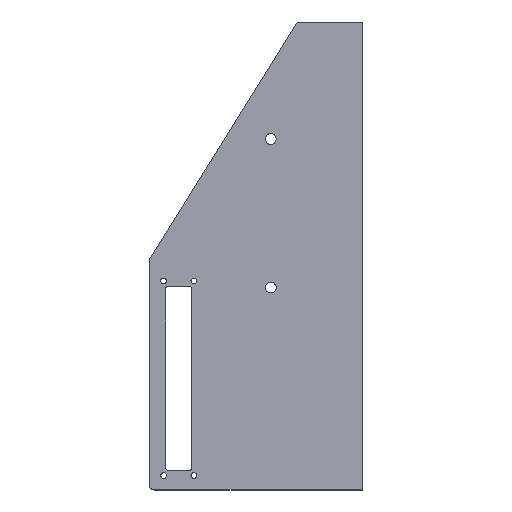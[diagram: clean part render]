
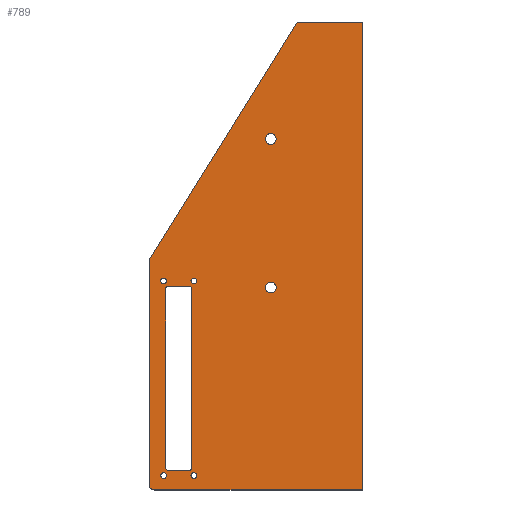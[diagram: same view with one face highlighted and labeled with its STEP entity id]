
A CAD part, top view. The second image highlights one B-rep face of the part: STEP entity #789.
In plain terms, the highlighted planar face has unit normal (0, 0, 1).
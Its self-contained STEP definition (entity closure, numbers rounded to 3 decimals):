
#49=CARTESIAN_POINT('Vertex',(80.349,-20.,2.)) ;
#52=CARTESIAN_POINT('Line Origine',(30.925,-20.,2.)) ;
#56=CARTESIAN_POINT('Vertex',(-18.5,-20.,2.)) ;
#76=CARTESIAN_POINT('Axis2P3D Location',(-18.5,-16.,2.)) ;
#80=CARTESIAN_POINT('Vertex',(-22.5,-16.,2.)) ;
#113=CARTESIAN_POINT('Vertex',(140.,-20.,2.)) ;
#116=CARTESIAN_POINT('Line Origine',(110.175,-20.,2.)) ;
#144=CARTESIAN_POINT('Vertex',(140.,336.,2.)) ;
#147=CARTESIAN_POINT('Line Origine',(140.,158.,2.)) ;
#175=CARTESIAN_POINT('Vertex',(90.,336.,2.)) ;
#178=CARTESIAN_POINT('Line Origine',(115.,336.,2.)) ;
#201=CARTESIAN_POINT('Vertex',(-21.897,155.97,2.)) ;
#204=CARTESIAN_POINT('Line Origine',(34.051,245.985,2.)) ;
#226=CARTESIAN_POINT('Axis2P3D Location',(-18.5,153.858,2.)) ;
#230=CARTESIAN_POINT('Vertex',(-22.5,153.858,2.)) ;
#257=CARTESIAN_POINT('Line Origine',(-22.5,68.929,2.)) ;
#283=CARTESIAN_POINT('Vertex',(8.,-5.,2.)) ;
#299=CARTESIAN_POINT('Vertex',(-8.,-5.,2.)) ;
#302=CARTESIAN_POINT('Line Origine',(0.,-5.,2.)) ;
#323=CARTESIAN_POINT('Vertex',(-10.,-3.,2.)) ;
#328=CARTESIAN_POINT('Axis2P3D Location',(-8.,-3.,2.)) ;
#350=CARTESIAN_POINT('Axis2P3D Location',(8.,-3.,2.)) ;
#354=CARTESIAN_POINT('Vertex',(10.,-3.,2.)) ;
#381=CARTESIAN_POINT('Line Origine',(-10.,65.,2.)) ;
#385=CARTESIAN_POINT('Vertex',(-10.,133.,2.)) ;
#416=CARTESIAN_POINT('Vertex',(-8.,135.,2.)) ;
#421=CARTESIAN_POINT('Axis2P3D Location',(-8.,133.,2.)) ;
#447=CARTESIAN_POINT('Vertex',(8.,135.,2.)) ;
#452=CARTESIAN_POINT('Line Origine',(0.,135.,2.)) ;
#478=CARTESIAN_POINT('Vertex',(10.,133.,2.)) ;
#483=CARTESIAN_POINT('Axis2P3D Location',(8.,133.,2.)) ;
#510=CARTESIAN_POINT('Line Origine',(10.,65.,2.)) ;
#656=CARTESIAN_POINT('Axis2P3D Location',(0.,0.,2.)) ;
#681=CARTESIAN_POINT('Axis2P3D Location',(11.5,-9.,2.)) ;
#685=CARTESIAN_POINT('Vertex',(13.7,-9.,2.)) ;
#687=CARTESIAN_POINT('Vertex',(9.3,-9.,2.)) ;
#690=CARTESIAN_POINT('Axis2P3D Location',(11.5,-9.,2.)) ;
#699=CARTESIAN_POINT('Axis2P3D Location',(-11.5,-9.,2.)) ;
#703=CARTESIAN_POINT('Vertex',(-9.3,-9.,2.)) ;
#705=CARTESIAN_POINT('Vertex',(-13.7,-9.,2.)) ;
#708=CARTESIAN_POINT('Axis2P3D Location',(-11.5,-9.,2.)) ;
#717=CARTESIAN_POINT('Axis2P3D Location',(-11.5,139.,2.)) ;
#721=CARTESIAN_POINT('Vertex',(-9.3,139.,2.)) ;
#723=CARTESIAN_POINT('Vertex',(-13.7,139.,2.)) ;
#726=CARTESIAN_POINT('Axis2P3D Location',(-11.5,139.,2.)) ;
#735=CARTESIAN_POINT('Axis2P3D Location',(11.5,139.,2.)) ;
#739=CARTESIAN_POINT('Vertex',(13.7,139.,2.)) ;
#741=CARTESIAN_POINT('Vertex',(9.3,139.,2.)) ;
#744=CARTESIAN_POINT('Axis2P3D Location',(11.5,139.,2.)) ;
#753=CARTESIAN_POINT('Axis2P3D Location',(70.,247.,2.)) ;
#757=CARTESIAN_POINT('Vertex',(74.1,247.,2.)) ;
#759=CARTESIAN_POINT('Vertex',(65.9,247.,2.)) ;
#762=CARTESIAN_POINT('Axis2P3D Location',(70.,247.,2.)) ;
#771=CARTESIAN_POINT('Axis2P3D Location',(70.,134.,2.)) ;
#775=CARTESIAN_POINT('Vertex',(74.1,134.,2.)) ;
#777=CARTESIAN_POINT('Vertex',(65.9,134.,2.)) ;
#780=CARTESIAN_POINT('Axis2P3D Location',(70.,134.,2.)) ;
#54=VECTOR('Line Direction',#53,1.) ;
#118=VECTOR('Line Direction',#117,1.) ;
#149=VECTOR('Line Direction',#148,1.) ;
#180=VECTOR('Line Direction',#179,1.) ;
#206=VECTOR('Line Direction',#205,1.) ;
#259=VECTOR('Line Direction',#258,1.) ;
#304=VECTOR('Line Direction',#303,1.) ;
#383=VECTOR('Line Direction',#382,1.) ;
#454=VECTOR('Line Direction',#453,1.) ;
#512=VECTOR('Line Direction',#511,1.) ;
#53=DIRECTION('Vector Direction',(1.,0.,0.)) ;
#77=DIRECTION('Axis2P3D Direction',(0.,0.,1.)) ;
#117=DIRECTION('Vector Direction',(1.,0.,0.)) ;
#148=DIRECTION('Vector Direction',(0.,1.,0.)) ;
#179=DIRECTION('Vector Direction',(-1.,0.,0.)) ;
#205=DIRECTION('Vector Direction',(0.528,0.849,0.)) ;
#227=DIRECTION('Axis2P3D Direction',(0.,0.,1.)) ;
#258=DIRECTION('Vector Direction',(0.,-1.,0.)) ;
#303=DIRECTION('Vector Direction',(1.,0.,0.)) ;
#329=DIRECTION('Axis2P3D Direction',(0.,0.,1.)) ;
#351=DIRECTION('Axis2P3D Direction',(0.,0.,1.)) ;
#382=DIRECTION('Vector Direction',(0.,1.,0.)) ;
#422=DIRECTION('Axis2P3D Direction',(0.,-0.,1.)) ;
#453=DIRECTION('Vector Direction',(-1.,0.,0.)) ;
#484=DIRECTION('Axis2P3D Direction',(0.,0.,1.)) ;
#511=DIRECTION('Vector Direction',(0.,-1.,0.)) ;
#657=DIRECTION('Axis2P3D Direction',(0.,0.,1.)) ;
#658=DIRECTION('Axis2P3D XDirection',(1.,0.,0.)) ;
#682=DIRECTION('Axis2P3D Direction',(0.,0.,1.)) ;
#691=DIRECTION('Axis2P3D Direction',(0.,0.,1.)) ;
#700=DIRECTION('Axis2P3D Direction',(0.,0.,1.)) ;
#709=DIRECTION('Axis2P3D Direction',(0.,0.,1.)) ;
#718=DIRECTION('Axis2P3D Direction',(0.,0.,1.)) ;
#727=DIRECTION('Axis2P3D Direction',(0.,0.,1.)) ;
#736=DIRECTION('Axis2P3D Direction',(0.,0.,1.)) ;
#745=DIRECTION('Axis2P3D Direction',(0.,0.,1.)) ;
#754=DIRECTION('Axis2P3D Direction',(0.,0.,1.)) ;
#763=DIRECTION('Axis2P3D Direction',(0.,0.,1.)) ;
#772=DIRECTION('Axis2P3D Direction',(0.,0.,1.)) ;
#781=DIRECTION('Axis2P3D Direction',(0.,0.,1.)) ;
#78=AXIS2_PLACEMENT_3D('Circle Axis2P3D',#76,#77,$) ;
#228=AXIS2_PLACEMENT_3D('Circle Axis2P3D',#226,#227,$) ;
#330=AXIS2_PLACEMENT_3D('Circle Axis2P3D',#328,#329,$) ;
#352=AXIS2_PLACEMENT_3D('Circle Axis2P3D',#350,#351,$) ;
#423=AXIS2_PLACEMENT_3D('Circle Axis2P3D',#421,#422,$) ;
#485=AXIS2_PLACEMENT_3D('Circle Axis2P3D',#483,#484,$) ;
#659=AXIS2_PLACEMENT_3D('Plane Axis2P3D',#656,#657,#658) ;
#683=AXIS2_PLACEMENT_3D('Circle Axis2P3D',#681,#682,$) ;
#692=AXIS2_PLACEMENT_3D('Circle Axis2P3D',#690,#691,$) ;
#701=AXIS2_PLACEMENT_3D('Circle Axis2P3D',#699,#700,$) ;
#710=AXIS2_PLACEMENT_3D('Circle Axis2P3D',#708,#709,$) ;
#719=AXIS2_PLACEMENT_3D('Circle Axis2P3D',#717,#718,$) ;
#728=AXIS2_PLACEMENT_3D('Circle Axis2P3D',#726,#727,$) ;
#737=AXIS2_PLACEMENT_3D('Circle Axis2P3D',#735,#736,$) ;
#746=AXIS2_PLACEMENT_3D('Circle Axis2P3D',#744,#745,$) ;
#755=AXIS2_PLACEMENT_3D('Circle Axis2P3D',#753,#754,$) ;
#764=AXIS2_PLACEMENT_3D('Circle Axis2P3D',#762,#763,$) ;
#773=AXIS2_PLACEMENT_3D('Circle Axis2P3D',#771,#772,$) ;
#782=AXIS2_PLACEMENT_3D('Circle Axis2P3D',#780,#781,$) ;
#55=LINE('Line',#52,#54) ;
#119=LINE('Line',#116,#118) ;
#150=LINE('Line',#147,#149) ;
#181=LINE('Line',#178,#180) ;
#207=LINE('Line',#204,#206) ;
#260=LINE('Line',#257,#259) ;
#305=LINE('Line',#302,#304) ;
#384=LINE('Line',#381,#383) ;
#455=LINE('Line',#452,#454) ;
#513=LINE('Line',#510,#512) ;
#79=CIRCLE('generated circle',#78,4.) ;
#229=CIRCLE('generated circle',#228,4.) ;
#331=CIRCLE('generated circle',#330,2.) ;
#353=CIRCLE('generated circle',#352,2.) ;
#424=CIRCLE('generated circle',#423,2.) ;
#486=CIRCLE('generated circle',#485,2.) ;
#684=CIRCLE('generated circle',#683,2.2) ;
#693=CIRCLE('generated circle',#692,2.2) ;
#702=CIRCLE('generated circle',#701,2.2) ;
#711=CIRCLE('generated circle',#710,2.2) ;
#720=CIRCLE('generated circle',#719,2.2) ;
#729=CIRCLE('generated circle',#728,2.2) ;
#738=CIRCLE('generated circle',#737,2.2) ;
#747=CIRCLE('generated circle',#746,2.2) ;
#756=CIRCLE('generated circle',#755,4.1) ;
#765=CIRCLE('generated circle',#764,4.1) ;
#774=CIRCLE('generated circle',#773,4.1) ;
#783=CIRCLE('generated circle',#782,4.1) ;
#660=PLANE('',#659) ;
#680=FACE_BOUND('',#671,.T.) ;
#698=FACE_BOUND('',#695,.T.) ;
#716=FACE_BOUND('',#713,.T.) ;
#734=FACE_BOUND('',#731,.T.) ;
#752=FACE_BOUND('',#749,.T.) ;
#770=FACE_BOUND('',#767,.T.) ;
#788=FACE_BOUND('',#785,.T.) ;
#58=EDGE_CURVE('',#57,#50,#55,.T.) ;
#82=EDGE_CURVE('',#57,#81,#79,.F.) ;
#120=EDGE_CURVE('',#50,#114,#119,.T.) ;
#151=EDGE_CURVE('',#114,#145,#150,.T.) ;
#182=EDGE_CURVE('',#145,#176,#181,.T.) ;
#208=EDGE_CURVE('',#176,#202,#207,.F.) ;
#232=EDGE_CURVE('',#231,#202,#229,.F.) ;
#261=EDGE_CURVE('',#231,#81,#260,.T.) ;
#306=EDGE_CURVE('',#300,#284,#305,.T.) ;
#332=EDGE_CURVE('',#300,#324,#331,.F.) ;
#356=EDGE_CURVE('',#355,#284,#353,.F.) ;
#387=EDGE_CURVE('',#386,#324,#384,.F.) ;
#425=EDGE_CURVE('',#386,#417,#424,.F.) ;
#456=EDGE_CURVE('',#448,#417,#455,.T.) ;
#487=EDGE_CURVE('',#448,#479,#486,.F.) ;
#514=EDGE_CURVE('',#355,#479,#513,.F.) ;
#689=EDGE_CURVE('',#686,#688,#684,.T.) ;
#694=EDGE_CURVE('',#688,#686,#693,.T.) ;
#707=EDGE_CURVE('',#704,#706,#702,.T.) ;
#712=EDGE_CURVE('',#706,#704,#711,.T.) ;
#725=EDGE_CURVE('',#722,#724,#720,.T.) ;
#730=EDGE_CURVE('',#724,#722,#729,.T.) ;
#743=EDGE_CURVE('',#740,#742,#738,.T.) ;
#748=EDGE_CURVE('',#742,#740,#747,.T.) ;
#761=EDGE_CURVE('',#758,#760,#756,.T.) ;
#766=EDGE_CURVE('',#760,#758,#765,.T.) ;
#779=EDGE_CURVE('',#776,#778,#774,.T.) ;
#784=EDGE_CURVE('',#778,#776,#783,.T.) ;
#662=ORIENTED_EDGE('',*,*,#58,.T.) ;
#663=ORIENTED_EDGE('',*,*,#120,.T.) ;
#664=ORIENTED_EDGE('',*,*,#151,.T.) ;
#665=ORIENTED_EDGE('',*,*,#182,.T.) ;
#666=ORIENTED_EDGE('',*,*,#208,.T.) ;
#667=ORIENTED_EDGE('',*,*,#232,.F.) ;
#668=ORIENTED_EDGE('',*,*,#261,.T.) ;
#669=ORIENTED_EDGE('',*,*,#82,.F.) ;
#672=ORIENTED_EDGE('',*,*,#487,.T.) ;
#673=ORIENTED_EDGE('',*,*,#514,.F.) ;
#674=ORIENTED_EDGE('',*,*,#356,.T.) ;
#675=ORIENTED_EDGE('',*,*,#306,.F.) ;
#676=ORIENTED_EDGE('',*,*,#332,.T.) ;
#677=ORIENTED_EDGE('',*,*,#387,.F.) ;
#678=ORIENTED_EDGE('',*,*,#425,.T.) ;
#679=ORIENTED_EDGE('',*,*,#456,.F.) ;
#696=ORIENTED_EDGE('',*,*,#689,.F.) ;
#697=ORIENTED_EDGE('',*,*,#694,.F.) ;
#714=ORIENTED_EDGE('',*,*,#707,.F.) ;
#715=ORIENTED_EDGE('',*,*,#712,.F.) ;
#732=ORIENTED_EDGE('',*,*,#725,.F.) ;
#733=ORIENTED_EDGE('',*,*,#730,.F.) ;
#750=ORIENTED_EDGE('',*,*,#743,.F.) ;
#751=ORIENTED_EDGE('',*,*,#748,.F.) ;
#768=ORIENTED_EDGE('',*,*,#761,.F.) ;
#769=ORIENTED_EDGE('',*,*,#766,.F.) ;
#786=ORIENTED_EDGE('',*,*,#779,.F.) ;
#787=ORIENTED_EDGE('',*,*,#784,.F.) ;
#661=EDGE_LOOP('',(#662,#663,#664,#665,#666,#667,#668,#669)) ;
#671=EDGE_LOOP('',(#672,#673,#674,#675,#676,#677,#678,#679)) ;
#695=EDGE_LOOP('',(#696,#697)) ;
#713=EDGE_LOOP('',(#714,#715)) ;
#731=EDGE_LOOP('',(#732,#733)) ;
#749=EDGE_LOOP('',(#750,#751)) ;
#767=EDGE_LOOP('',(#768,#769)) ;
#785=EDGE_LOOP('',(#786,#787)) ;
#50=VERTEX_POINT('',#49) ;
#57=VERTEX_POINT('',#56) ;
#81=VERTEX_POINT('',#80) ;
#114=VERTEX_POINT('',#113) ;
#145=VERTEX_POINT('',#144) ;
#176=VERTEX_POINT('',#175) ;
#202=VERTEX_POINT('',#201) ;
#231=VERTEX_POINT('',#230) ;
#284=VERTEX_POINT('',#283) ;
#300=VERTEX_POINT('',#299) ;
#324=VERTEX_POINT('',#323) ;
#355=VERTEX_POINT('',#354) ;
#386=VERTEX_POINT('',#385) ;
#417=VERTEX_POINT('',#416) ;
#448=VERTEX_POINT('',#447) ;
#479=VERTEX_POINT('',#478) ;
#686=VERTEX_POINT('',#685) ;
#688=VERTEX_POINT('',#687) ;
#704=VERTEX_POINT('',#703) ;
#706=VERTEX_POINT('',#705) ;
#722=VERTEX_POINT('',#721) ;
#724=VERTEX_POINT('',#723) ;
#740=VERTEX_POINT('',#739) ;
#742=VERTEX_POINT('',#741) ;
#758=VERTEX_POINT('',#757) ;
#760=VERTEX_POINT('',#759) ;
#776=VERTEX_POINT('',#775) ;
#778=VERTEX_POINT('',#777) ;
#789=ADVANCED_FACE('Corps principal',(#670,#680,#698,#716,#734,#752,#770,#788),#660,.T.) ;
#670=FACE_OUTER_BOUND('',#661,.T.) ;
